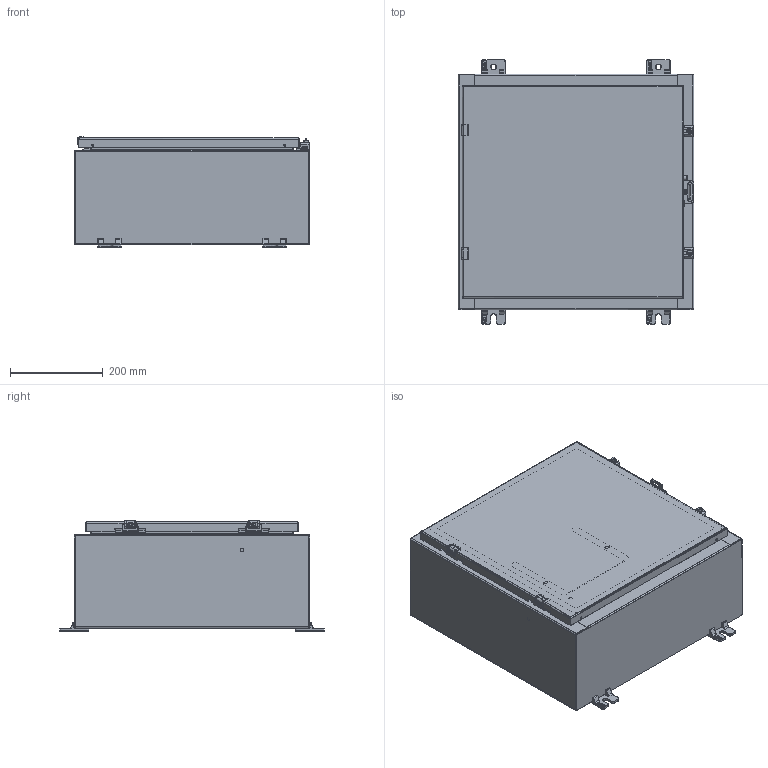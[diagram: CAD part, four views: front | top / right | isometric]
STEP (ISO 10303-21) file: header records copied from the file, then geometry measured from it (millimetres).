
FILE_DESCRIPTION (( 'STEP AP203' ), '1' );
FILE_NAME ('SCE-20H2008LP.step', '2021-02-09T15:07:22', ( 'ADC123' ), ( 'Microsoft' ), 'SwSTEP 2.0', 'SolidWorks 2019', '' );
FILE_SCHEMA (( 'CONFIG_CONTROL_DESIGN' ));
Products named in the file (1): SCE-20H2008LP
Bounding box: 508 x 571.5 x 237.44 mm (x, y, z)
Surface area: 2670246.7 mm2 (no closed solid volume)
Topology: 0 solids, 65 shells, 4445 faces, 11886 edges, 7407 vertices
Faces by surface type: plane 1673, bspline 1512, cylinder 1177, cone 76, torus 7
Full cylindrical faces by diameter (mm): 1.016 x2, 3.454 x2, 3.962 x3, 3.978 x2, 4.064 x2, 4.318 x7, 4.369 x4, 4.775 x4, 4.978 x8, 5.182 x4, 5.207 x4, 5.232 x4, 5.537 x4, 6.096 x4, 6.198 x4, 6.299 x13, 6.35 x6, 6.363 x5, 6.756 x4, 7.137 x2, 7.874 x8, 7.925 x8, 8.433 x4, 9.296 x4, 9.322 x4, 9.525 x4, 9.55 x4, 11.113 x4, 11.125 x2, 12.7 x4
Entity records: 222093 total; most frequent: CARTESIAN_POINT 128389, ORIENTED_EDGE 22291, DIRECTION 14965, EDGE_CURVE 11155, VERTEX_POINT 7244, AXIS2_PLACEMENT_3D 5364, EDGE_LOOP 4989, FACE_OUTER_BOUND 4661
